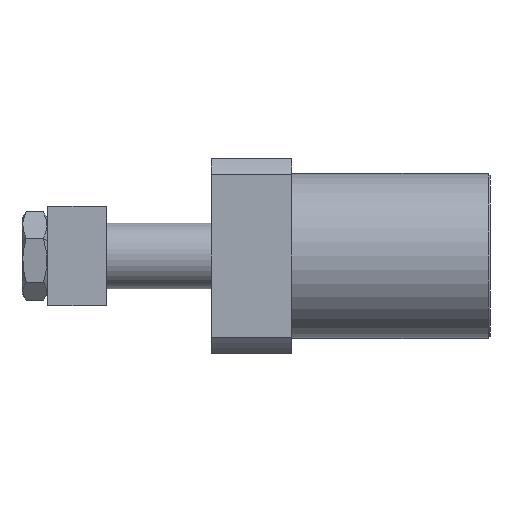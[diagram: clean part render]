
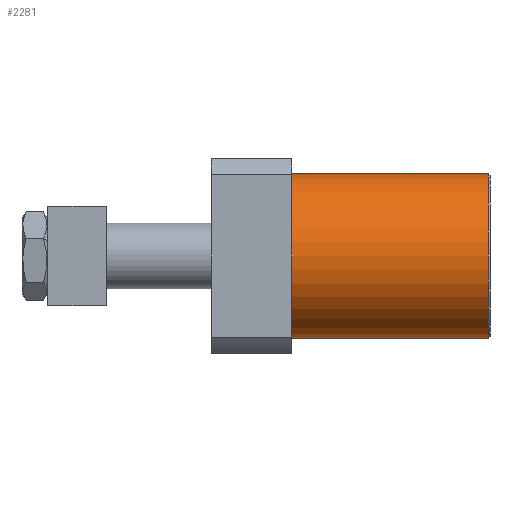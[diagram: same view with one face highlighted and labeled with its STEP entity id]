
A CAD part, left-side view. The second image highlights one B-rep face of the part: STEP entity #2281.
In plain terms, the highlighted cylindrical face has radius 22.5 mm (diameter 45 mm), a partial arc.
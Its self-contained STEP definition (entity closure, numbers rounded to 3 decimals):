
#168 = AXIS2_PLACEMENT_3D ( 'NONE', #2509, #2508, #2507 ) ;
#226 = AXIS2_PLACEMENT_3D ( 'NONE', #5286, #5236, #5258 ) ;
#905 = CIRCLE ( 'NONE', #226, 22.5 ) ;
#976 = CYLINDRICAL_SURFACE ( 'NONE', #3947, 22.5 ) ;
#981 = FACE_OUTER_BOUND ( 'NONE', #3660, .T. ) ;
#1157 = ORIENTED_EDGE ( 'NONE', *, *, #2939, .T. ) ;
#1158 = ORIENTED_EDGE ( 'NONE', *, *, #2872, .T. ) ;
#1159 = ORIENTED_EDGE ( 'NONE', *, *, #2728, .F. ) ;
#1160 = ORIENTED_EDGE ( 'NONE', *, *, #2860, .F. ) ;
#1525 = DIRECTION ( 'NONE',  ( 0., -1., 0. ) ) ;
#1801 = CARTESIAN_POINT ( 'NONE',  ( 0., 54., 0. ) ) ;
#1854 = DIRECTION ( 'NONE',  ( 0., 0., -1. ) ) ;
#2281 = ADVANCED_FACE ( 'NONE', ( #981 ), #976, .T. ) ;
#2507 = DIRECTION ( 'NONE',  ( 0., 0., 1. ) ) ;
#2508 = DIRECTION ( 'NONE',  ( 0., 1., 0. ) ) ;
#2509 = CARTESIAN_POINT ( 'NONE',  ( 0., 0.5, 0. ) ) ;
#2728 = EDGE_CURVE ( 'NONE', #2993, #3139, #905, .T. ) ;
#2860 = EDGE_CURVE ( 'NONE', #3139, #3342, #5113, .T. ) ;
#2872 = EDGE_CURVE ( 'NONE', #2993, #2997, #5093, .T. ) ;
#2939 = EDGE_CURVE ( 'NONE', #2997, #3342, #4995, .T. ) ;
#2993 = VERTEX_POINT ( 'NONE', #4473 ) ;
#2997 = VERTEX_POINT ( 'NONE', #4446 ) ;
#3139 = VERTEX_POINT ( 'NONE', #4505 ) ;
#3342 = VERTEX_POINT ( 'NONE', #4433 ) ;
#3660 = EDGE_LOOP ( 'NONE', ( #1160, #1159, #1158, #1157 ) ) ;
#3947 = AXIS2_PLACEMENT_3D ( 'NONE', #1801, #1525, #1854 ) ;
#4433 = CARTESIAN_POINT ( 'NONE',  ( 0., 0.5, 22.5 ) ) ;
#4446 = CARTESIAN_POINT ( 'NONE',  ( 0., 0.5, -22.5 ) ) ;
#4473 = CARTESIAN_POINT ( 'NONE',  ( 0., 54., -22.5 ) ) ;
#4505 = CARTESIAN_POINT ( 'NONE',  ( 0., 54., 22.5 ) ) ;
#4995 = CIRCLE ( 'NONE', #168, 22.5 ) ;
#5090 = VECTOR ( 'NONE', #5229, 1000. ) ;
#5093 = LINE ( 'NONE', #5233, #5090 ) ;
#5110 = VECTOR ( 'NONE', #5334, 1000. ) ;
#5113 = LINE ( 'NONE', #5340, #5110 ) ;
#5229 = DIRECTION ( 'NONE',  ( 0., -1., 0. ) ) ;
#5233 = CARTESIAN_POINT ( 'NONE',  ( 0., 54., -22.5 ) ) ;
#5236 = DIRECTION ( 'NONE',  ( 0., 1., 0. ) ) ;
#5258 = DIRECTION ( 'NONE',  ( 0., 0., 1. ) ) ;
#5286 = CARTESIAN_POINT ( 'NONE',  ( 0., 54., 0. ) ) ;
#5334 = DIRECTION ( 'NONE',  ( 0., -1., 0. ) ) ;
#5340 = CARTESIAN_POINT ( 'NONE',  ( 0., 54., 22.5 ) ) ;
